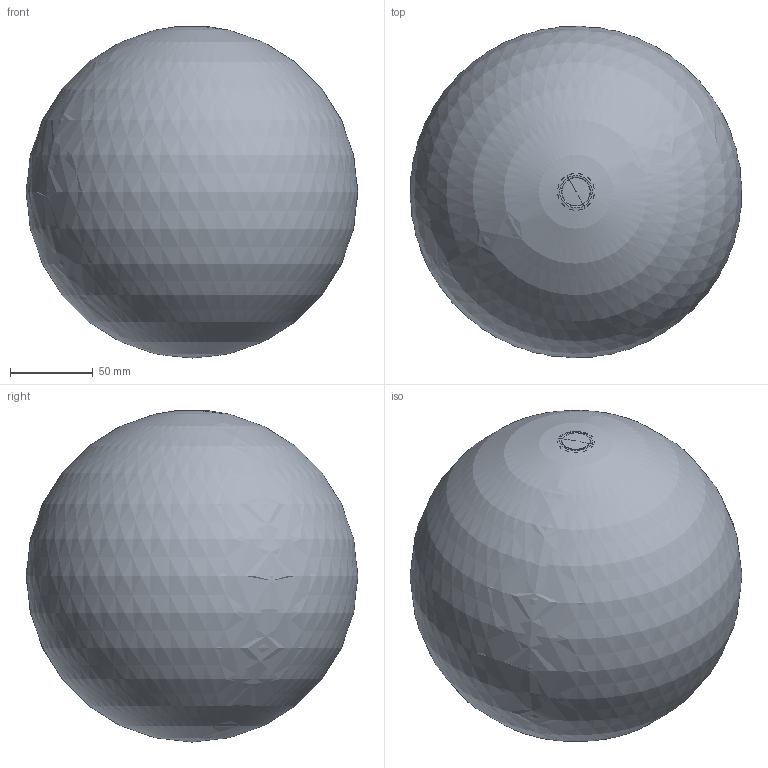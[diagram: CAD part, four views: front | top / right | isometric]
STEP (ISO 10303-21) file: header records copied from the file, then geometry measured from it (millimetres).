
FILE_DESCRIPTION((''),'2;1');
FILE_NAME('_145444H40_ALLCATPA00_SW0001','2017-04-26T',('sparenzan'),(''),'CREO PARAMETRIC BY PTC INC, 2016050','CREO PARAMETRIC BY PTC INC, 2016050','');
FILE_SCHEMA(('CONFIG_CONTROL_DESIGN'));
Products named in the file (1): _145444H40_ALLCATPA00_SW0001
Bounding box: 199.88 x 199.94 x 200 mm (x, y, z)
Surface area: 316787.4 mm2 (no closed solid volume)
Topology: 0 solids, 0 shells, 1473 faces, 6804 edges, 6636 vertices
Faces by surface type: bspline 1278, torus 119, sphere 76
Entity records: 137464 total; most frequent: CARTESIAN_POINT 82325, DIRECTION 7760, DEFINITIONAL_REPRESENTATION 6529, PCURVE 6529, COMPOSITE_CURVE_SEGMENT 6529, TRIMMED_CURVE 6524, VECTOR 5678, LINE 5678
